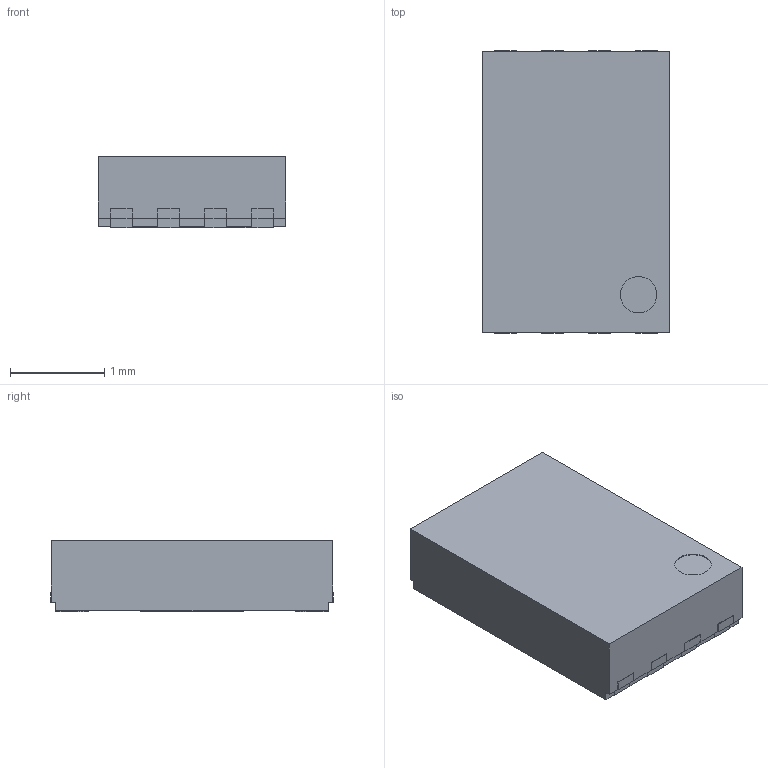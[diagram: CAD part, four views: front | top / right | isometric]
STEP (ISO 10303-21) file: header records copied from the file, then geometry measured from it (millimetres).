
FILE_DESCRIPTION(/* description */ (''),/* implementation_level */ '2;1');
FILE_NAME(/* name */ 'QFN 2x3 wettable.stp',/* time_stamp */ '2019-12-05T14:35:19+01:00',/* author */ ('pierangelo magni'),/* organization */ (''),/* preprocessor_version */ 'ST-DEVELOPER v16.13',/* originating_system */ 'Autodesk Inventor 2018',/* authorisation */ '');
FILE_SCHEMA (('AUTOMOTIVE_DESIGN { 1 0 10303 214 3 1 1 }'));
Length unit declared in the file: inch
Products named in the file (1): QFN 2x3 wettable
Bounding box: 1.99 x 3 x 0.76 mm (x, y, z)
Volume: 4.5 mm3; surface area: 28.1 mm2
Topology: 10 solids, 10 shells, 137 faces, 345 edges, 230 vertices
Faces by surface type: plane 120, cylinder 17
Full cylindrical faces by diameter (mm): 0.386 x1
Entity records: 4235 total; most frequent: CARTESIAN_POINT 712, ORIENTED_EDGE 688, DIRECTION 654, EDGE_CURVE 344, LINE 310, VECTOR 310, VERTEX_POINT 230, AXIS2_PLACEMENT_3D 172
